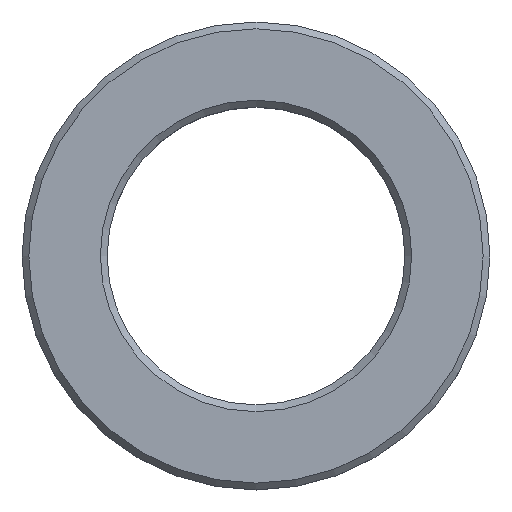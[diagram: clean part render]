
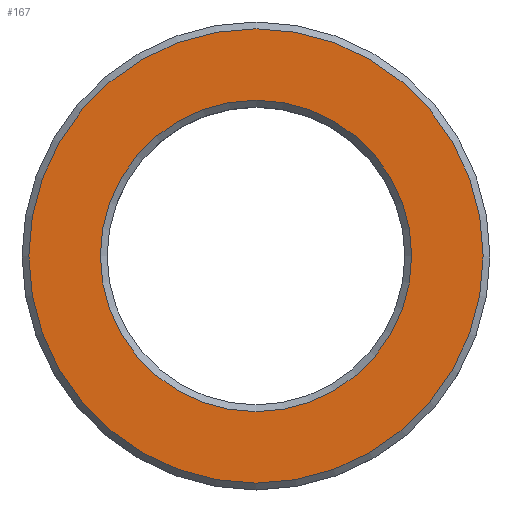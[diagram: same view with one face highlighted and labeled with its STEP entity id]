
A CAD part, top view. The second image highlights one B-rep face of the part: STEP entity #167.
In plain terms, the highlighted planar face has unit normal (0, 0, 1).
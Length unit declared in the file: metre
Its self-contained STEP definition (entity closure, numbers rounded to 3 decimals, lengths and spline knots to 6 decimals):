
#167=ADVANCED_FACE('',(#211,#212),#213,.T.);
#211=FACE_BOUND('',#3247,.T.);
#212=FACE_OUTER_BOUND('',#3248,.T.);
#213=PLANE('',#3249);
#3247=EDGE_LOOP('',(#6322));
#3248=EDGE_LOOP('',(#6323));
#3249=AXIS2_PLACEMENT_3D('',#6324,#6325,#6326);
#6322=ORIENTED_EDGE('',*,*,#6359,.T.);
#6323=ORIENTED_EDGE('',*,*,#6350,.F.);
#6324=CARTESIAN_POINT('',(0.0267,0.0,0.02));
#6325=DIRECTION('',(0.0,0.,1.0));
#6326=DIRECTION('',(0.0,-1.0,0.));
#6350=EDGE_CURVE('',#6384,#6384,#6385,.T.);
#6359=EDGE_CURVE('',#6402,#6402,#6403,.T.);
#6384=VERTEX_POINT('',#6654);
#6385=CIRCLE('',#6655,0.0267);
#6402=VERTEX_POINT('',#6672);
#6403=CIRCLE('',#6673,0.0183);
#6654=CARTESIAN_POINT('',(0.0,0.0267,0.02));
#6655=AXIS2_PLACEMENT_3D('',#6696,#6697,#6698);
#6672=CARTESIAN_POINT('',(0.0,0.0183,0.02));
#6673=AXIS2_PLACEMENT_3D('',#6723,#6724,#6725);
#6696=CARTESIAN_POINT('',(0.0,0.0,0.02));
#6697=DIRECTION('',(0.0,0.,-1.0));
#6698=DIRECTION('',(0.0,1.0,0.));
#6723=CARTESIAN_POINT('',(0.0,0.0,0.02));
#6724=DIRECTION('',(0.0,0.,-1.0));
#6725=DIRECTION('',(0.0,1.0,0.));
